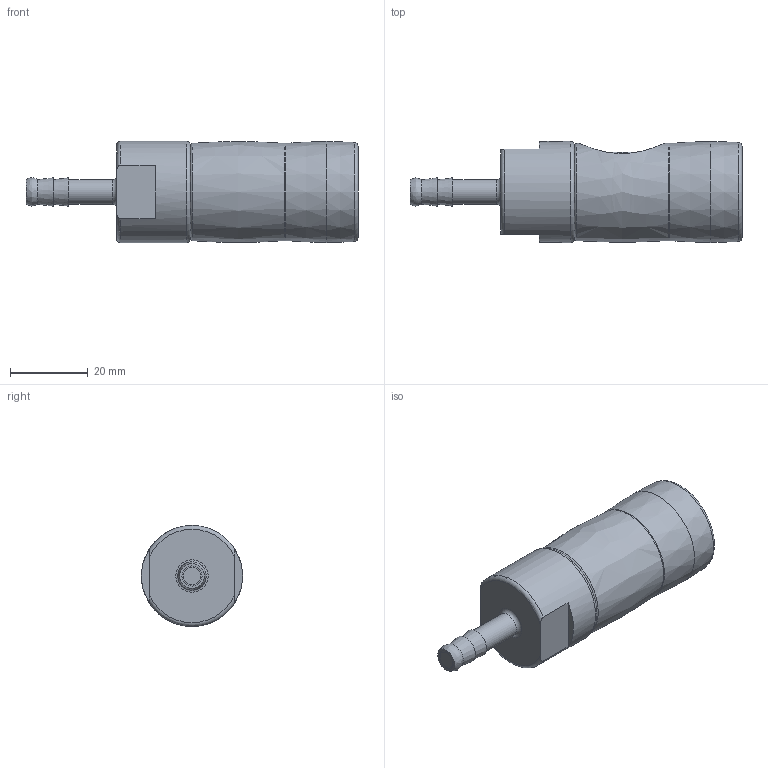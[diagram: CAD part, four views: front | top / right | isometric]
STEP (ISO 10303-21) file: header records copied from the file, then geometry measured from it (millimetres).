
FILE_DESCRIPTION(/* description */ (''),/* implementation_level */ '2;1');
FILE_NAME(/* name */ '24KPTF06APX.stp',/* time_stamp */ '2020-02-19T14:29:57+01:00',/* author */ ('IA176480'),/* organization */ (''),/* preprocessor_version */ 'ST-DEVELOPER v17',/* originating_system */ 'Autodesk Inventor 2019',/* authorisation */ '');
FILE_SCHEMA (('CONFIG_CONTROL_DESIGN'));
Length unit declared in the file: millimetre
Products named in the file (1): 24KPTF06APX
Bounding box: 85.4 x 26 x 26 mm (x, y, z)
Volume: 36899.8 mm3; surface area: 23620.5 mm2
Topology: 39 solids, 39 shells, 218 faces, 587 edges, 404 vertices
Faces by surface type: cylinder 67, plane 62, cone 29, sphere 29, torus 17, bspline 14
Full cylindrical faces by diameter (mm): 3.5 x1, 4 x11, 4.5 x1, 5.199 x1, 6.3 x1, 6.5 x1, 9.6 x1, 9.65 x1, 12 x1, 12.25 x1, 12.4 x3, 13.6 x1, 15 x1, 15.8 x2, 15.915 x1, 16.152 x1, 16.5 x1, 16.6 x1, 17.9 x1, 18.1 x4, 18.2 x2, 18.4 x1, 19 x1, 20.5 x1, 21 x10, 21.212 x1, 22 x5, 26 x1
Entity records: 14621 total; most frequent: CARTESIAN_POINT 9310, DIRECTION 1095, ORIENTED_EDGE 1062, EDGE_CURVE 531, AXIS2_PLACEMENT_3D 478, VERTEX_POINT 404, CIRCLE 269, EDGE_LOOP 249
